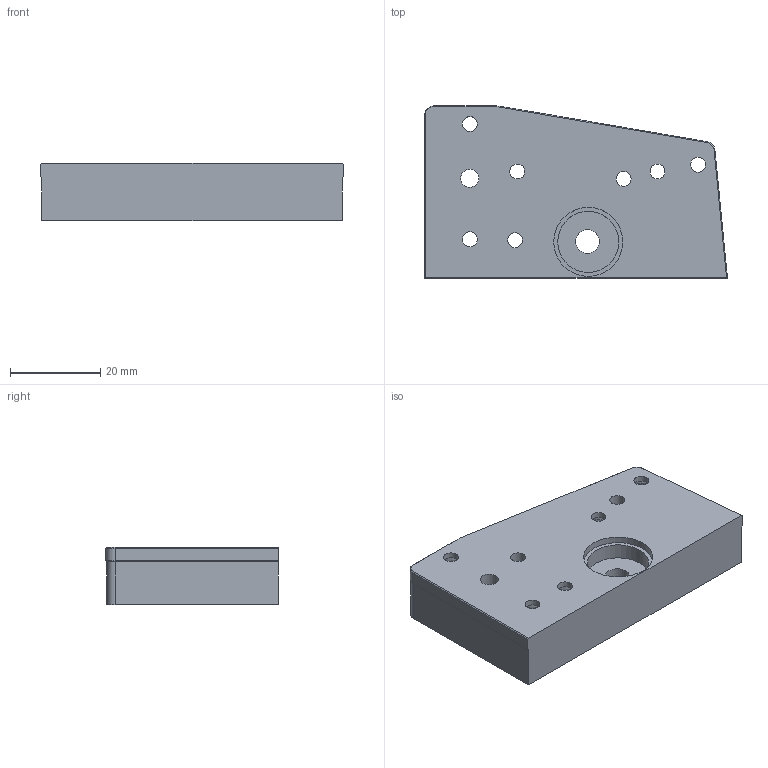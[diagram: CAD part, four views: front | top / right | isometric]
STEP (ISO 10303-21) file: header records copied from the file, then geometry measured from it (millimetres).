
FILE_DESCRIPTION(/* description */ (''),/* implementation_level */ '2;1');
FILE_NAME(/* name */ 'M1. Stepper Mounts. Sheer Bearing Support. v4.02.step',/* time_stamp */ '2024-05-09T21:58:26-04:00',/* author */ (''),/* organization */ (''),/* preprocessor_version */ 'ST-DEVELOPER v20',/* originating_system */ 'Autodesk Translation Framework v12.20.1.177',/* authorisation */ '');
FILE_SCHEMA (('AUTOMOTIVE_DESIGN { 1 0 10303 214 3 1 1 }'));
Length unit declared in the file: millimetre
Products named in the file (4): M1. Stepper Mounts. Sheer Bearing Support. v4.01; Left Stepper Mount; Center Plate (2); Bottom Plate
Assembly tree (4 placements, depth 3):
  M1. Stepper Mounts. Sheer Bearing Support. v4.01
    Left Stepper Mount
      Center Plate (2)
      Bottom Plate
    Bottom Plate
Bounding box: 66.96 x 38.05 x 12.68 mm (x, y, z)
Surface area: 17597.3 mm2
Topology: 2 solids, 2 shells, 108 faces, 250 edges, 150 vertices
Faces by surface type: cylinder 44, plane 42, cone 22
Full cylindrical faces by diameter (mm): 3.3 x14, 4 x2, 5.25 x2, 7 x10, 13.5 x2, 15.25 x2
Entity records: 1674 total; most frequent: DIRECTION 299, CARTESIAN_POINT 262, ORIENTED_EDGE 250, EDGE_CURVE 125, AXIS2_PLACEMENT_3D 112, LINE 75, VECTOR 75, VERTEX_POINT 75
